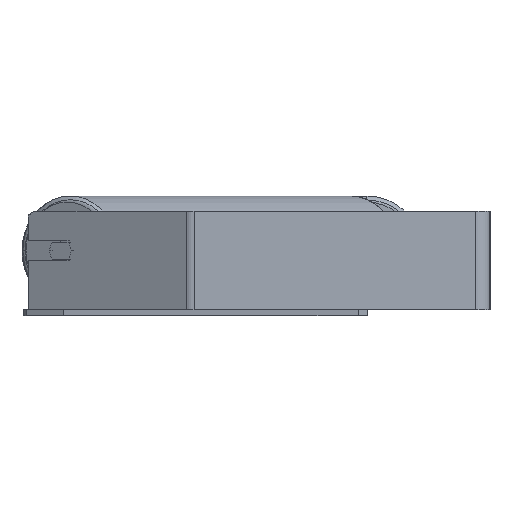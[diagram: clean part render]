
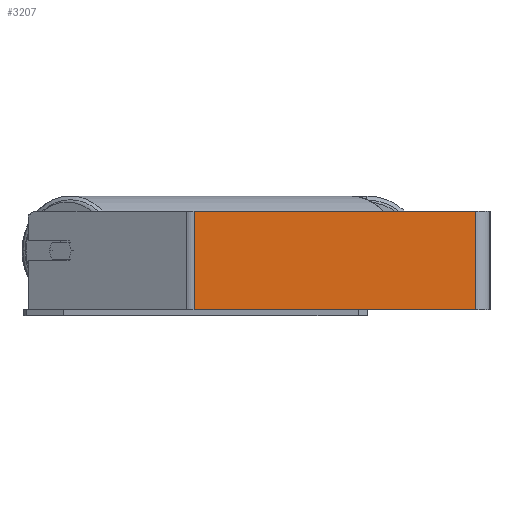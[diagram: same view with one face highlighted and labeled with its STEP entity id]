
A CAD part, left-side view. The second image highlights one B-rep face of the part: STEP entity #3207.
In plain terms, the highlighted planar face has unit normal (-1, 0, 0).
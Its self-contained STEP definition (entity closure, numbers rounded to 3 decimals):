
#743 = ORIENTED_EDGE ( 'NONE', *, *, #7149, .T. ) ;
#883 = VERTEX_POINT ( 'NONE', #1301 ) ;
#897 = CARTESIAN_POINT ( 'NONE',  ( -745., 243.769, 40. ) ) ;
#982 = DIRECTION ( 'NONE',  ( 0., -1., 0. ) ) ;
#1196 = AXIS2_PLACEMENT_3D ( 'NONE', #897, #8253, #3780 ) ;
#1301 = CARTESIAN_POINT ( 'NONE',  ( -745., 240.553, 40. ) ) ;
#1495 = CARTESIAN_POINT ( 'NONE',  ( -745., 12., -40. ) ) ;
#1618 = EDGE_CURVE ( 'NONE', #4540, #6608, #7958, .T. ) ;
#2744 = CARTESIAN_POINT ( 'NONE',  ( -745., 240.553, 40. ) ) ;
#2925 = EDGE_CURVE ( 'NONE', #883, #4540, #7341, .T. ) ;
#2943 = ORIENTED_EDGE ( 'NONE', *, *, #5461, .T. ) ;
#3207 = ADVANCED_FACE ( 'NONE', ( #6588 ), #7389, .F. ) ;
#3444 = VECTOR ( 'NONE', #8529, 1000. ) ;
#3780 = DIRECTION ( 'NONE',  ( 0., 0., -1. ) ) ;
#3944 = ORIENTED_EDGE ( 'NONE', *, *, #2925, .F. ) ;
#4303 = DIRECTION ( 'NONE',  ( 0., 0., -1. ) ) ;
#4345 = CARTESIAN_POINT ( 'NONE',  ( -745., 12., 40. ) ) ;
#4357 = CARTESIAN_POINT ( 'NONE',  ( -745., 243.769, 40. ) ) ;
#4540 = VERTEX_POINT ( 'NONE', #7887 ) ;
#5200 = EDGE_LOOP ( 'NONE', ( #2943, #6174, #3944, #743 ) ) ;
#5382 = LINE ( 'NONE', #8333, #8190 ) ;
#5461 = EDGE_CURVE ( 'NONE', #7689, #6608, #5382, .T. ) ;
#5779 = VECTOR ( 'NONE', #4303, 1000. ) ;
#6174 = ORIENTED_EDGE ( 'NONE', *, *, #1618, .F. ) ;
#6588 = FACE_OUTER_BOUND ( 'NONE', #5200, .T. ) ;
#6608 = VERTEX_POINT ( 'NONE', #1495 ) ;
#7149 = EDGE_CURVE ( 'NONE', #883, #7689, #7920, .T. ) ;
#7341 = LINE ( 'NONE', #4357, #8626 ) ;
#7389 = PLANE ( 'NONE',  #1196 ) ;
#7689 = VERTEX_POINT ( 'NONE', #8267 ) ;
#7887 = CARTESIAN_POINT ( 'NONE',  ( -745., 12., 40. ) ) ;
#7920 = LINE ( 'NONE', #2744, #5779 ) ;
#7931 = DIRECTION ( 'NONE',  ( 0., -1., 0. ) ) ;
#7958 = LINE ( 'NONE', #4345, #3444 ) ;
#8190 = VECTOR ( 'NONE', #982, 1000. ) ;
#8253 = DIRECTION ( 'NONE',  ( 1., 0., 0. ) ) ;
#8267 = CARTESIAN_POINT ( 'NONE',  ( -745., 240.553, -40. ) ) ;
#8333 = CARTESIAN_POINT ( 'NONE',  ( -745., 243.769, -40. ) ) ;
#8529 = DIRECTION ( 'NONE',  ( 0., 0., -1. ) ) ;
#8626 = VECTOR ( 'NONE', #7931, 1000. ) ;
